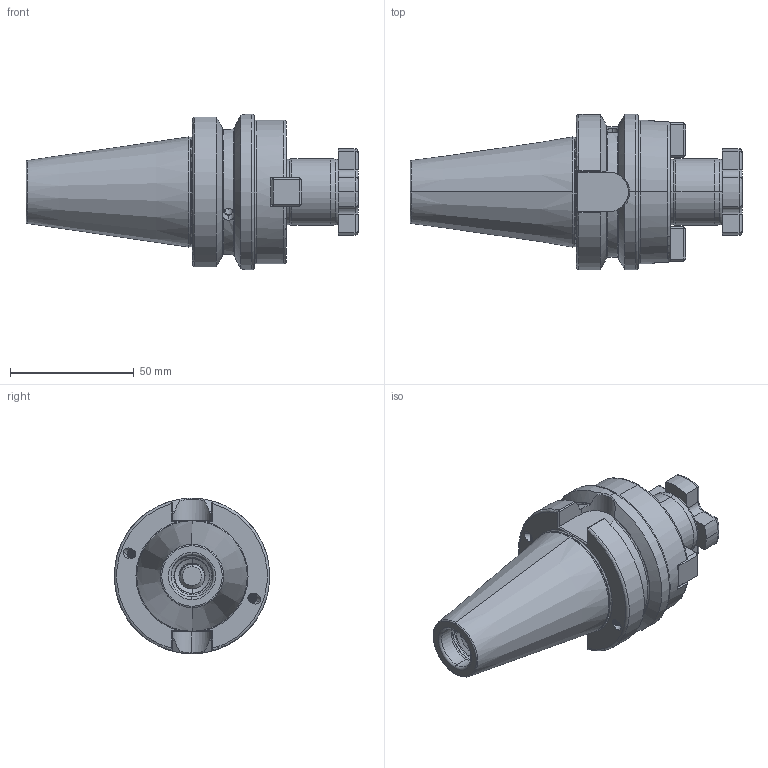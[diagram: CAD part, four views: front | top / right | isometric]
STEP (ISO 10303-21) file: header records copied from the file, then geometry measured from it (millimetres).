
FILE_DESCRIPTION (( 'STEP AP203' ), '1' );
FILE_NAME ('406.11.27.STEP', '2016-11-26T02:33:02', ( '' ), ( '' ), 'SwSTEP 2.0', 'SolidWorks 2012', '' );
FILE_SCHEMA (( 'CONFIG_CONTROL_DESIGN' ));
Length unit declared in the file: millimetre
Products named in the file (5): 406.11.27; 面銑刀墊塊27; 102.11.27_M4xP0.7-16L; 十字螺絲FMB27
Assembly tree (6 placements, depth 2):
  406.11.27
    406.11.27
    十字螺絲FMB27
    面銑刀墊塊27  x2
    102.11.27_M4xP0.7-16L  x2
Bounding box: 134.4 x 63 x 63 mm (x, y, z)
Volume: 168968.7 mm3; surface area: 38159.7 mm2
Topology: 6 solids, 6 shells, 623 faces, 1630 edges, 1023 vertices
Faces by surface type: cylinder 323, plane 150, torus 60, cone 55, bspline 35
Entity records: 33890 total; most frequent: CARTESIAN_POINT 22096, ORIENTED_EDGE 2706, DIRECTION 2043, EDGE_CURVE 1353, VERTEX_POINT 855, AXIS2_PLACEMENT_3D 779, EDGE_LOOP 532, FACE_OUTER_BOUND 511
